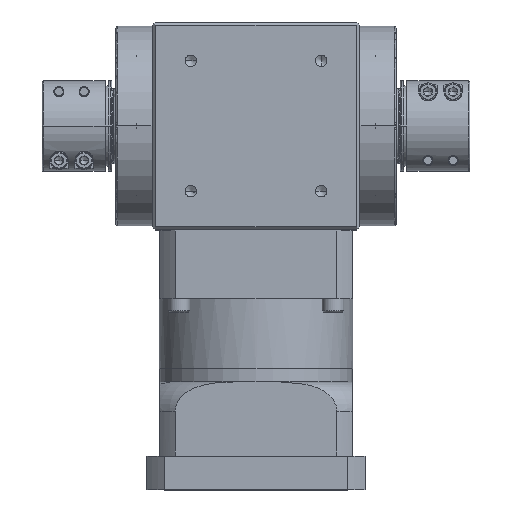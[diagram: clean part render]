
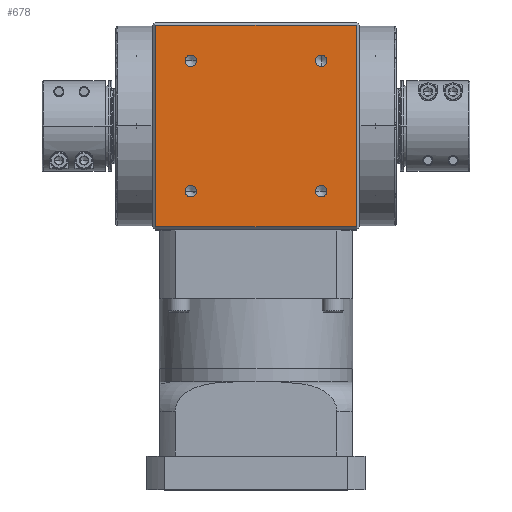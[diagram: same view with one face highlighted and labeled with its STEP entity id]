
A CAD part, top view. The second image highlights one B-rep face of the part: STEP entity #678.
In plain terms, the highlighted planar face has unit normal (0, 0, 1).
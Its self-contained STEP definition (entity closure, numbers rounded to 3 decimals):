
#523 = CARTESIAN_POINT ( 'NONE',  ( 38.891, 231.791, 62. ) ) ;
#678 = ADVANCED_FACE ( 'NONE', ( #7728, #32622, #15349, #6753, #40247 ), #27838, .F. ) ;
#806 = EDGE_CURVE ( 'NONE', #33610, #32198, #25472, .T. ) ;
#1137 = EDGE_CURVE ( 'NONE', #14723, #36976, #10080, .T. ) ;
#1361 = EDGE_CURVE ( 'NONE', #9357, #20490, #4012, .T. ) ;
#1585 = EDGE_CURVE ( 'NONE', #27928, #20638, #29330, .T. ) ;
#2476 = DIRECTION ( 'NONE',  ( 0., -1., 0. ) ) ;
#2705 = VERTEX_POINT ( 'NONE', #19792 ) ;
#3470 = LINE ( 'NONE', #32692, #11021 ) ;
#4012 = CIRCLE ( 'NONE', #6569, 3.4 ) ;
#4539 = DIRECTION ( 'NONE',  ( 0., -1., 0. ) ) ;
#4577 = DIRECTION ( 'NONE',  ( 0., 0., 1. ) ) ;
#4586 = CARTESIAN_POINT ( 'NONE',  ( -38.891, 157.409, 62. ) ) ;
#5320 = EDGE_CURVE ( 'NONE', #7663, #39082, #36633, .T. ) ;
#6375 = CARTESIAN_POINT ( 'NONE',  ( -59.887, 136.3, 62. ) ) ;
#6569 = AXIS2_PLACEMENT_3D ( 'NONE', #28280, #28414, #28566 ) ;
#6753 = FACE_BOUND ( 'NONE', #28086, .T. ) ;
#7237 = EDGE_CURVE ( 'NONE', #20490, #9357, #22122, .T. ) ;
#7583 = AXIS2_PLACEMENT_3D ( 'NONE', #14678, #37394, #17961 ) ;
#7663 = VERTEX_POINT ( 'NONE', #7670 ) ;
#7670 = CARTESIAN_POINT ( 'NONE',  ( -38.891, 154.009, 62. ) ) ;
#7728 = FACE_BOUND ( 'NONE', #11184, .T. ) ;
#8303 = EDGE_LOOP ( 'NONE', ( #29987, #18811, #26094, #41005 ) ) ;
#8620 = DIRECTION ( 'NONE',  ( 0., 0., 1. ) ) ;
#8808 = CARTESIAN_POINT ( 'NONE',  ( -75., 258.3, 62. ) ) ;
#9357 = VERTEX_POINT ( 'NONE', #14883 ) ;
#9793 = CIRCLE ( 'NONE', #7583, 3.4 ) ;
#10080 = CIRCLE ( 'NONE', #11692, 3.4 ) ;
#11021 = VECTOR ( 'NONE', #32829, 1000. ) ;
#11184 = EDGE_LOOP ( 'NONE', ( #28713, #40080 ) ) ;
#11315 = VERTEX_POINT ( 'NONE', #6375 ) ;
#11580 = CARTESIAN_POINT ( 'NONE',  ( 38.891, 157.409, 62. ) ) ;
#11692 = AXIS2_PLACEMENT_3D ( 'NONE', #26142, #27859, #26611 ) ;
#12255 = CARTESIAN_POINT ( 'NONE',  ( 59.887, 0., 62. ) ) ;
#12631 = VECTOR ( 'NONE', #25129, 1000. ) ;
#12841 = ORIENTED_EDGE ( 'NONE', *, *, #1361, .F. ) ;
#13330 = EDGE_CURVE ( 'NONE', #39082, #7663, #9793, .T. ) ;
#13506 = CARTESIAN_POINT ( 'NONE',  ( -59.887, 256.3, 62. ) ) ;
#14223 = ORIENTED_EDGE ( 'NONE', *, *, #13330, .F. ) ;
#14447 = ORIENTED_EDGE ( 'NONE', *, *, #24566, .F. ) ;
#14678 = CARTESIAN_POINT ( 'NONE',  ( -38.891, 157.409, 62. ) ) ;
#14723 = VERTEX_POINT ( 'NONE', #16686 ) ;
#14838 = DIRECTION ( 'NONE',  ( 0., -1., 0. ) ) ;
#14883 = CARTESIAN_POINT ( 'NONE',  ( 38.891, 238.591, 62. ) ) ;
#15341 = ORIENTED_EDGE ( 'NONE', *, *, #7237, .F. ) ;
#15349 = FACE_BOUND ( 'NONE', #20764, .T. ) ;
#15702 = AXIS2_PLACEMENT_3D ( 'NONE', #4586, #4577, #4539 ) ;
#15936 = AXIS2_PLACEMENT_3D ( 'NONE', #11580, #34278, #14838 ) ;
#16531 = VECTOR ( 'NONE', #24882, 1000. ) ;
#16686 = CARTESIAN_POINT ( 'NONE',  ( 38.891, 160.809, 62. ) ) ;
#17533 = LINE ( 'NONE', #18555, #16531 ) ;
#17961 = DIRECTION ( 'NONE',  ( 0., -1., 0. ) ) ;
#18555 = CARTESIAN_POINT ( 'NONE',  ( -59.887, 0., 62. ) ) ;
#18811 = ORIENTED_EDGE ( 'NONE', *, *, #1585, .F. ) ;
#19792 = CARTESIAN_POINT ( 'NONE',  ( 59.887, 136.3, 62. ) ) ;
#19883 = AXIS2_PLACEMENT_3D ( 'NONE', #8808, #39414, #29846 ) ;
#20490 = VERTEX_POINT ( 'NONE', #523 ) ;
#20638 = VERTEX_POINT ( 'NONE', #20926 ) ;
#20764 = EDGE_LOOP ( 'NONE', ( #14447, #27258 ) ) ;
#20926 = CARTESIAN_POINT ( 'NONE',  ( 59.887, 256.3, 62. ) ) ;
#21893 = DIRECTION ( 'NONE',  ( 0., 0., 1. ) ) ;
#22012 = EDGE_CURVE ( 'NONE', #11315, #27928, #17533, .T. ) ;
#22122 = CIRCLE ( 'NONE', #35098, 3.4 ) ;
#22218 = CIRCLE ( 'NONE', #15936, 3.4 ) ;
#24566 = EDGE_CURVE ( 'NONE', #36976, #14723, #22218, .T. ) ;
#24846 = EDGE_CURVE ( 'NONE', #2705, #11315, #3470, .T. ) ;
#24882 = DIRECTION ( 'NONE',  ( 0., 1., 0. ) ) ;
#25129 = DIRECTION ( 'NONE',  ( 0., -1., 0. ) ) ;
#25472 = CIRCLE ( 'NONE', #37241, 3.4 ) ;
#25514 = CARTESIAN_POINT ( 'NONE',  ( -38.891, 238.591, 62. ) ) ;
#26094 = ORIENTED_EDGE ( 'NONE', *, *, #22012, .F. ) ;
#26142 = CARTESIAN_POINT ( 'NONE',  ( 38.891, 157.409, 62. ) ) ;
#26611 = DIRECTION ( 'NONE',  ( 0., -1., 0. ) ) ;
#27258 = ORIENTED_EDGE ( 'NONE', *, *, #1137, .F. ) ;
#27461 = DIRECTION ( 'NONE',  ( 0., -1., 0. ) ) ;
#27578 = DIRECTION ( 'NONE',  ( 0., 0., 1. ) ) ;
#27838 = PLANE ( 'NONE',  #19883 ) ;
#27859 = DIRECTION ( 'NONE',  ( 0., 0., 1. ) ) ;
#27928 = VERTEX_POINT ( 'NONE', #13506 ) ;
#28067 = CARTESIAN_POINT ( 'NONE',  ( 38.891, 235.191, 62. ) ) ;
#28086 = EDGE_LOOP ( 'NONE', ( #38240, #14223 ) ) ;
#28280 = CARTESIAN_POINT ( 'NONE',  ( 38.891, 235.191, 62. ) ) ;
#28303 = VECTOR ( 'NONE', #32769, 1000. ) ;
#28414 = DIRECTION ( 'NONE',  ( 0., 0., 1. ) ) ;
#28566 = DIRECTION ( 'NONE',  ( 0., -1., 0. ) ) ;
#28713 = ORIENTED_EDGE ( 'NONE', *, *, #806, .F. ) ;
#29226 = CARTESIAN_POINT ( 'NONE',  ( 38.891, 154.009, 62. ) ) ;
#29330 = LINE ( 'NONE', #39061, #28303 ) ;
#29846 = DIRECTION ( 'NONE',  ( 0., 1., 0. ) ) ;
#29987 = ORIENTED_EDGE ( 'NONE', *, *, #34752, .F. ) ;
#30237 = CARTESIAN_POINT ( 'NONE',  ( -38.891, 231.791, 62. ) ) ;
#31317 = DIRECTION ( 'NONE',  ( 0., -1., 0. ) ) ;
#31977 = CARTESIAN_POINT ( 'NONE',  ( -38.891, 235.191, 62. ) ) ;
#32198 = VERTEX_POINT ( 'NONE', #25514 ) ;
#32622 = FACE_BOUND ( 'NONE', #33836, .T. ) ;
#32692 = CARTESIAN_POINT ( 'NONE',  ( -75., 136.3, 62. ) ) ;
#32769 = DIRECTION ( 'NONE',  ( 1., 0., 0. ) ) ;
#32829 = DIRECTION ( 'NONE',  ( -1., 0., 0. ) ) ;
#33610 = VERTEX_POINT ( 'NONE', #30237 ) ;
#33836 = EDGE_LOOP ( 'NONE', ( #15341, #12841 ) ) ;
#34278 = DIRECTION ( 'NONE',  ( 0., 0., 1. ) ) ;
#34737 = EDGE_CURVE ( 'NONE', #32198, #33610, #34949, .T. ) ;
#34752 = EDGE_CURVE ( 'NONE', #20638, #2705, #37491, .T. ) ;
#34949 = CIRCLE ( 'NONE', #39471, 3.4 ) ;
#35098 = AXIS2_PLACEMENT_3D ( 'NONE', #28067, #8620, #31317 ) ;
#36633 = CIRCLE ( 'NONE', #15702, 3.4 ) ;
#36976 = VERTEX_POINT ( 'NONE', #29226 ) ;
#37241 = AXIS2_PLACEMENT_3D ( 'NONE', #31977, #27578, #27461 ) ;
#37394 = DIRECTION ( 'NONE',  ( 0., 0., 1. ) ) ;
#37491 = LINE ( 'NONE', #12255, #12631 ) ;
#38240 = ORIENTED_EDGE ( 'NONE', *, *, #5320, .F. ) ;
#39061 = CARTESIAN_POINT ( 'NONE',  ( -75., 256.3, 62. ) ) ;
#39082 = VERTEX_POINT ( 'NONE', #40828 ) ;
#39414 = DIRECTION ( 'NONE',  ( 0., 0., -1. ) ) ;
#39471 = AXIS2_PLACEMENT_3D ( 'NONE', #41358, #21893, #2476 ) ;
#40080 = ORIENTED_EDGE ( 'NONE', *, *, #34737, .F. ) ;
#40247 = FACE_OUTER_BOUND ( 'NONE', #8303, .T. ) ;
#40828 = CARTESIAN_POINT ( 'NONE',  ( -38.891, 160.809, 62. ) ) ;
#41005 = ORIENTED_EDGE ( 'NONE', *, *, #24846, .F. ) ;
#41358 = CARTESIAN_POINT ( 'NONE',  ( -38.891, 235.191, 62. ) ) ;
